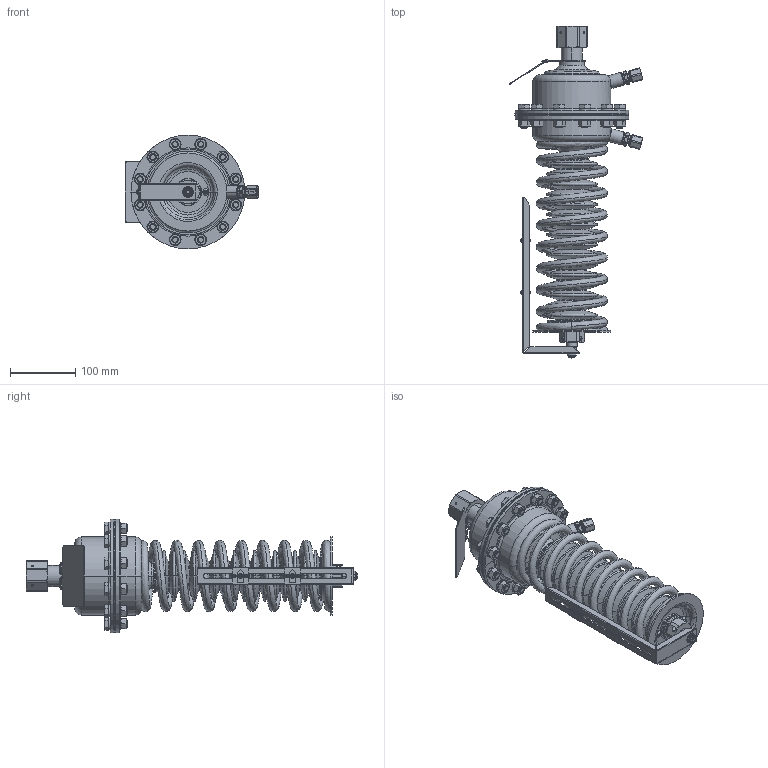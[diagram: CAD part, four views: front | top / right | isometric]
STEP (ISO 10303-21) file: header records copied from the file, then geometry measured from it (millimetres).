
FILE_DESCRIPTION((''),'2;1');
FILE_NAME('003G5614_AFP2_PN40_80CM2_ASM','2024-03-25T13:34:09',('U384264'),('Danfoss'),'CREO PARAMETRIC BY PTC INC, 2022124','CREO PARAMETRIC BY PTC INC, 2022124','');
FILE_SCHEMA(('CONFIG_CONTROL_DESIGN'));
Products named in the file (44): 88670030_HOUSING80_PN40_MINUS_AF0; 88673400_TUBE_FI38X10X62_MINUS_AF83; 88671670_PRESSURE_CONNECTOR_5MM; WELD_PRESS_CON_5MM; WELD_80_5MM_INST_AF0; WELD_80_5MM_2_INST_AF0; 88671430_COVER80_PN40_MINUS_ASM; 88670600_CONNECTING_NUT_G1_1_4; 88671040_SETTING_SPINDLE_PA; 51817250; 5221571; 88673700_GASKET_PA_80_PN40; 5454051; WALTER_CONNECTION; WALTER_PROFILE_RING; WALTER_CONNECTION_NUT; 8863078_ASM; 88670020_HOUSING80_PN40_PLUS_AF0; 88673410_TUBE_FI38X10X33_AF4; WELD_80_5MM_INST_AF1; WELD_80_5MM_2_INST_AF1; 88671420_COVER80_PN40_PLUS_ASM; 88671700_GUIDING_BUSH_PA; 88630630_TUBE_CONN_D1_2_DA_00_ASM; 3220149; 88670300_SPRING_HOLDER_PA; 5521168; 88673110_SPRING_COMPRESSION_RED_AF2; 88630290; 55511011; 51018011; 52017500; 51917340; 8867345_SCALE_HOLDER_PA; 8867348_SETTING_SCALE_PA; 88673470_SQUARE_NUT_HOLDER_PA; 51817260_SCREW_BN33; 88670800_SETTING_NUT_IPA; 88673820; 88673810_LABEL_PLATE_PA ...
Assembly tree (97 placements, depth 4):
  003G5614_AFP2_PN40_80CM2_ASM
    88671430_COVER80_PN40_MINUS_ASM
      88670030_HOUSING80_PN40_MINUS_AF0
      88673400_TUBE_FI38X10X62_MINUS_AF83
      88671670_PRESSURE_CONNECTOR_5MM
      WELD_PRESS_CON_5MM
      WELD_80_5MM_INST_AF0
      WELD_80_5MM_2_INST_AF0
    88670600_CONNECTING_NUT_G1_1_4
    88671040_SETTING_SPINDLE_PA
    51817250
    5221571
    88673700_GASKET_PA_80_PN40  x2
    5454051  x2
    8863078_ASM
      WALTER_CONNECTION
      WALTER_PROFILE_RING
      WALTER_CONNECTION_NUT
    88671420_COVER80_PN40_PLUS_ASM
      88670020_HOUSING80_PN40_PLUS_AF0
      88671670_PRESSURE_CONNECTOR_5MM
      88673410_TUBE_FI38X10X33_AF4
      WELD_80_5MM_INST_AF1
      WELD_80_5MM_2_INST_AF1
      WELD_PRESS_CON_5MM
    88671700_GUIDING_BUSH_PA
    88630630_TUBE_CONN_D1_2_DA_00_ASM
      8863078_ASM
        WALTER_CONNECTION
        WALTER_PROFILE_RING
        WALTER_CONNECTION_NUT
    3220149
    88670300_SPRING_HOLDER_PA
    5521168
    88673110_SPRING_COMPRESSION_RED_AF2
    88630290
    55511011
    51018011  x12
    52017500  x24
    51917340  x12
    8867345_SCALE_HOLDER_PA
    8867348_SETTING_SCALE_PA  x2
    88673470_SQUARE_NUT_HOLDER_PA  x2
    51817260_SCREW_BN33  x2
    88670800_SETTING_NUT_IPA  x2
    88673820
    88673810_LABEL_PLATE_PA
    88674300_RUBBER_BELLOW_AF67
    51917189_NUT_M16_08_ISO4032
    88673340_SCALE_COMPENSATOR_AFX
Bounding box: 205.48 x 510.2 x 175 mm (x, y, z)
Volume: 1279097.8 mm3; surface area: 849536.1 mm2
Topology: 112 solids, 152 shells, 2842 faces, 6523 edges, 3919 vertices
Faces by surface type: cylinder 853, cone 762, plane 719, torus 382, bspline 66, sphere 60
Entity records: 86507 total; most frequent: CARTESIAN_POINT 45962, DIRECTION 9058, ORIENTED_EDGE 7786, EDGE_CURVE 3924, AXIS2_PLACEMENT_3D 3895, VERTEX_POINT 2337, CIRCLE 2043, EDGE_LOOP 1931
